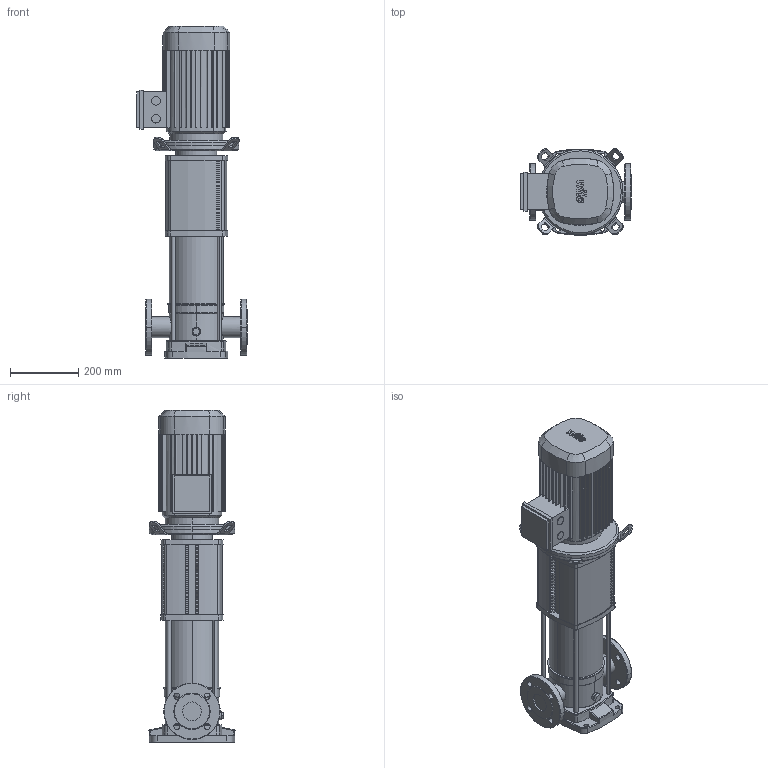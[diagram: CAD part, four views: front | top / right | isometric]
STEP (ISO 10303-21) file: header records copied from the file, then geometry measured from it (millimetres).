
FILE_DESCRIPTION((''),'2;1');
FILE_NAME('3d_HELIXV1605-2_25_V-4150664.stp','2016-08-24T08:49:29',(''),(''),'Mechanical Desktop 2009','Mechanical Desktop 2009',', , ');
FILE_SCHEMA(('CONFIG_CONTROL_DESIGN'));
Length unit declared in the file: millimetre
Products named in the file (1): Product
Bounding box: 325 x 252 x 972.2 mm (x, y, z)
Volume: 23657907.3 mm3; surface area: 1658272 mm2
Topology: 18 solids, 18 shells, 1090 faces, 2980 edges, 1954 vertices
Faces by surface type: plane 526, bspline 294, cylinder 206, cone 36, torus 24, sphere 4
Entity records: 36255 total; most frequent: CARTESIAN_POINT 8314, ORIENTED_EDGE 5960, DIRECTION 5360, EDGE_CURVE 2980, VECTOR 2040, LINE 2040, VERTEX_POINT 1954, AXIS2_PLACEMENT_3D 1660
